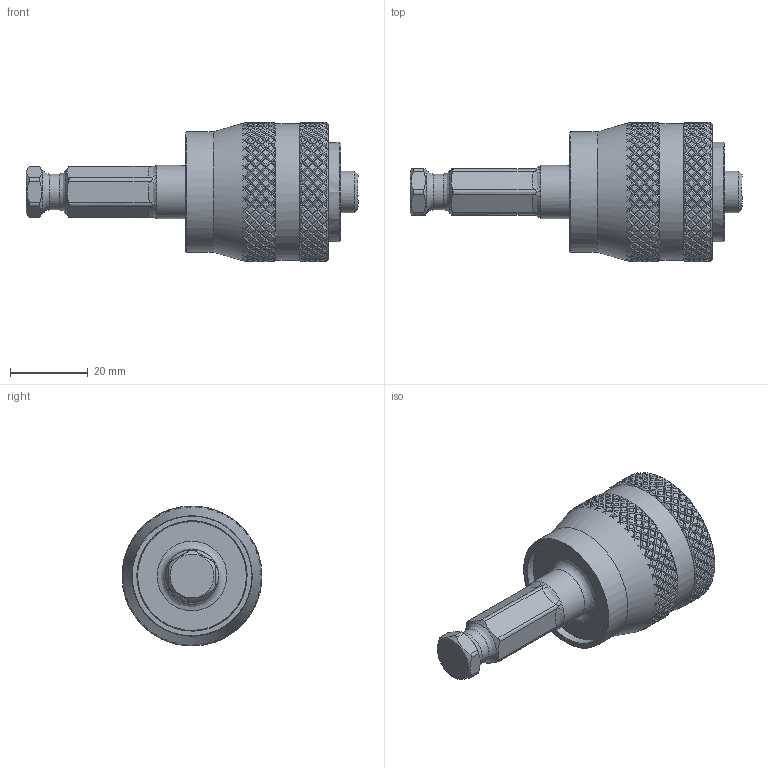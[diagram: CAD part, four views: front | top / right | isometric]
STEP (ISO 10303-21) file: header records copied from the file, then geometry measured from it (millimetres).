
FILE_DESCRIPTION(('FreeCAD Model'),'2;1');
FILE_NAME('Open CASCADE Shape Model','2025-05-01T21:12:49',('FreeCAD'),( 'FreeCAD'),'Open CASCADE STEP processor 7.6','FreeCAD','Unknown');
FILE_SCHEMA(('AUTOMOTIVE_DESIGN { 1 0 10303 214 1 1 1 1 }'));
Products named in the file (1): Open CASCADE STEP translator 7.6 1
Bounding box: 85.15 x 35.87 x 35.87 mm (x, y, z)
Volume: 29581.2 mm3; surface area: 22545.6 mm2
Topology: 13 solids, 13 shells, 2805 faces, 6101 edges, 3317 vertices
Faces by surface type: bspline 2805
Entity records: 148344 total; most frequent: CARTESIAN_POINT 115544, ORIENTED_EDGE 12160, EDGE_CURVE 6080, VERTEX_POINT 3305, FACE_BOUND 2829, EDGE_LOOP 2823, ADVANCED_FACE 2805, B_SPLINE_CURVE_WITH_KNOTS 2685
